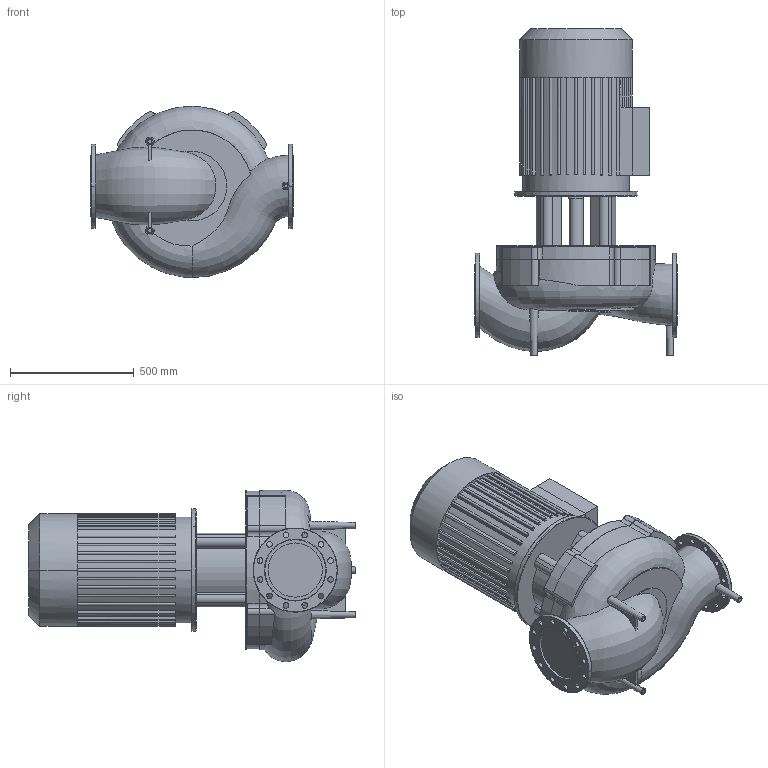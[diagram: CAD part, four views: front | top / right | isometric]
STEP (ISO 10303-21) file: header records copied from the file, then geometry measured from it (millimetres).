
FILE_DESCRIPTION((''),'2;1');
FILE_NAME('3d_IL200_335-37_4-2142050.stp','2016-05-24T12:09:49',(''),(''),'Mechanical Desktop 2009','Mechanical Desktop 2009',', , ');
FILE_SCHEMA(('CONFIG_CONTROL_DESIGN'));
Length unit declared in the file: millimetre
Products named in the file (1): Product
Bounding box: 820 x 1325.06 x 691.77 mm (x, y, z)
Volume: 234817553 mm3; surface area: 5098760.7 mm2
Topology: 10 solids, 10 shells, 566 faces, 1513 edges, 970 vertices
Faces by surface type: plane 197, cylinder 155, bspline 154, torus 48, cone 12
Entity records: 28556 total; most frequent: CARTESIAN_POINT 14421, ORIENTED_EDGE 3002, DIRECTION 2914, EDGE_CURVE 1501, AXIS2_PLACEMENT_3D 1142, VERTEX_POINT 968, CIRCLE 729, EDGE_LOOP 651
